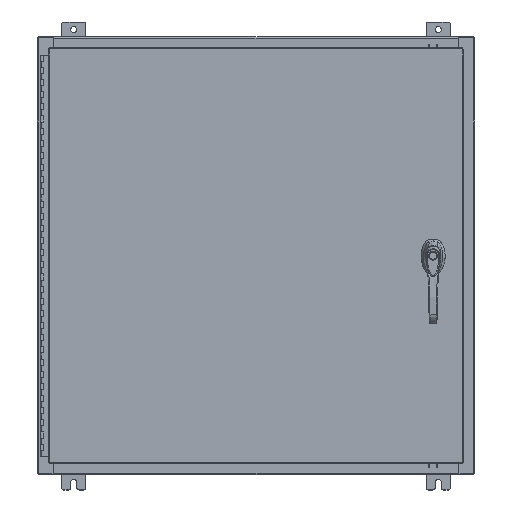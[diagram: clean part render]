
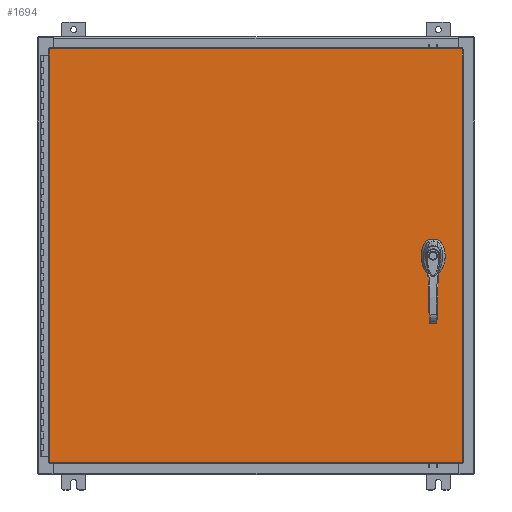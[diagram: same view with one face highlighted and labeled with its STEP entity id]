
A CAD part, top view. The second image highlights one B-rep face of the part: STEP entity #1694.
In plain terms, the highlighted planar face has unit normal (0, 0, 1).
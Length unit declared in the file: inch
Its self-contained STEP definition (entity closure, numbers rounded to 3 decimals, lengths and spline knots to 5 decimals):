
#543 = DIRECTION ( 'NONE',  ( 1., 0., 0. ) ) ;
#1694 = ADVANCED_FACE ( 'NONE', ( #101904, #76152, #124553 ), #43087, .F. ) ;
#4735 = EDGE_CURVE ( 'NONE', #49564, #102616, #81729, .T. ) ;
#8977 = CIRCLE ( 'NONE', #82435, 0.45 ) ;
#9372 = VECTOR ( 'NONE', #96485, 39.37008 ) ;
#11515 = ORIENTED_EDGE ( 'NONE', *, *, #85391, .F. ) ;
#16003 = CARTESIAN_POINT ( 'NONE',  ( 14.578, 0., 0. ) ) ;
#17290 = DIRECTION ( 'NONE',  ( 0., 0., 1. ) ) ;
#17549 = CIRCLE ( 'NONE', #78141, 0.1715 ) ;
#17653 = LINE ( 'NONE', #98103, #94775 ) ;
#18156 = CARTESIAN_POINT ( 'NONE',  ( 14.37777, 0.403, 0. ) ) ;
#18852 = ORIENTED_EDGE ( 'NONE', *, *, #104993, .F. ) ;
#20937 = CARTESIAN_POINT ( 'NONE',  ( -16.9903, -17.0063, 0. ) ) ;
#22112 = CARTESIAN_POINT ( 'NONE',  ( 0., 0.403, 0. ) ) ;
#22123 = VECTOR ( 'NONE', #67741, 39.37008 ) ;
#22377 = EDGE_LOOP ( 'NONE', ( #47141, #115683, #76173, #59095 ) ) ;
#22681 = CIRCLE ( 'NONE', #78421, 0.45 ) ;
#23058 = CARTESIAN_POINT ( 'NONE',  ( 14.981, -0.20023, 0. ) ) ;
#23802 = CARTESIAN_POINT ( 'NONE',  ( 16.9903, -17.0063, 0. ) ) ;
#24810 = VERTEX_POINT ( 'NONE', #32845 ) ;
#24838 = VERTEX_POINT ( 'NONE', #80944 ) ;
#25738 = DIRECTION ( 'NONE',  ( 1., 0., 0. ) ) ;
#26029 = VERTEX_POINT ( 'NONE', #18156 ) ;
#26818 = EDGE_LOOP ( 'NONE', ( #111884, #30622, #44583, #113852, #18852, #116754, #101312, #67544 ) ) ;
#29510 = CARTESIAN_POINT ( 'NONE',  ( 14.77823, 0.403, 0. ) ) ;
#30322 = AXIS2_PLACEMENT_3D ( 'NONE', #76888, #106077, #64172 ) ;
#30512 = DIRECTION ( 'NONE',  ( -1., 0., 0. ) ) ;
#30622 = ORIENTED_EDGE ( 'NONE', *, *, #107781, .F. ) ;
#31152 = CARTESIAN_POINT ( 'NONE',  ( 14.175, 0.20023, 0. ) ) ;
#31377 = DIRECTION ( 'NONE',  ( 0., 0., 1. ) ) ;
#32845 = CARTESIAN_POINT ( 'NONE',  ( -16.9903, 17.0063, 0. ) ) ;
#33399 = VECTOR ( 'NONE', #122641, 39.37008 ) ;
#33688 = DIRECTION ( 'NONE',  ( 0., 0., 1. ) ) ;
#35145 = LINE ( 'NONE', #94365, #9372 ) ;
#36509 = CARTESIAN_POINT ( 'NONE',  ( 16.9903, 17.0063, 0. ) ) ;
#39453 = CIRCLE ( 'NONE', #40060, 0.1715 ) ;
#39634 = DIRECTION ( 'NONE',  ( 1., 0., 0. ) ) ;
#39961 = EDGE_CURVE ( 'NONE', #57788, #26029, #69396, .T. ) ;
#40060 = AXIS2_PLACEMENT_3D ( 'NONE', #100422, #42514, #110153 ) ;
#40372 = DIRECTION ( 'NONE',  ( 0., 1., 0. ) ) ;
#41563 = EDGE_CURVE ( 'NONE', #24810, #64528, #47752, .T. ) ;
#42514 = DIRECTION ( 'NONE',  ( 0., 0., 1. ) ) ;
#43087 = PLANE ( 'NONE',  #30322 ) ;
#43695 = VECTOR ( 'NONE', #62202, 39.37008 ) ;
#43725 = DIRECTION ( 'NONE',  ( 0., 0., 1. ) ) ;
#44583 = ORIENTED_EDGE ( 'NONE', *, *, #45007, .F. ) ;
#45007 = EDGE_CURVE ( 'NONE', #98101, #85378, #80478, .T. ) ;
#46525 = CARTESIAN_POINT ( 'NONE',  ( 14.7495, -1.338, 0. ) ) ;
#47141 = ORIENTED_EDGE ( 'NONE', *, *, #105074, .T. ) ;
#47752 = LINE ( 'NONE', #96470, #22123 ) ;
#48443 = EDGE_CURVE ( 'NONE', #49564, #57788, #8977, .T. ) ;
#49564 = VERTEX_POINT ( 'NONE', #95712 ) ;
#52691 = CIRCLE ( 'NONE', #121223, 0.45 ) ;
#54999 = CIRCLE ( 'NONE', #124177, 0.45 ) ;
#57065 = ORIENTED_EDGE ( 'NONE', *, *, #73036, .F. ) ;
#57250 = EDGE_CURVE ( 'NONE', #89845, #24810, #17653, .T. ) ;
#57788 = VERTEX_POINT ( 'NONE', #29510 ) ;
#59095 = ORIENTED_EDGE ( 'NONE', *, *, #41563, .T. ) ;
#62202 = DIRECTION ( 'NONE',  ( -1., 0., 0. ) ) ;
#63071 = CARTESIAN_POINT ( 'NONE',  ( 14.37777, -0.403, 0. ) ) ;
#64172 = DIRECTION ( 'NONE',  ( -1., 0., 0. ) ) ;
#64528 = VERTEX_POINT ( 'NONE', #20937 ) ;
#67544 = ORIENTED_EDGE ( 'NONE', *, *, #48443, .F. ) ;
#67741 = DIRECTION ( 'NONE',  ( 0., -1., 0. ) ) ;
#67758 = CARTESIAN_POINT ( 'NONE',  ( -16.9903, -17.0063, 0. ) ) ;
#68406 = CARTESIAN_POINT ( 'NONE',  ( 0., -0.403, 0. ) ) ;
#69396 = LINE ( 'NONE', #22112, #43695 ) ;
#71848 = VECTOR ( 'NONE', #40372, 39.37008 ) ;
#73036 = EDGE_CURVE ( 'NONE', #95365, #24838, #17549, .T. ) ;
#75152 = CARTESIAN_POINT ( 'NONE',  ( 14.578, 0., 0. ) ) ;
#76152 = FACE_OUTER_BOUND ( 'NONE', #22377, .T. ) ;
#76173 = ORIENTED_EDGE ( 'NONE', *, *, #57250, .T. ) ;
#76888 = CARTESIAN_POINT ( 'NONE',  ( 0., 0., 0. ) ) ;
#77468 = VECTOR ( 'NONE', #39634, 39.37008 ) ;
#77899 = CARTESIAN_POINT ( 'NONE',  ( 14.175, -0.20023, 0. ) ) ;
#78141 = AXIS2_PLACEMENT_3D ( 'NONE', #91582, #33688, #101285 ) ;
#78421 = AXIS2_PLACEMENT_3D ( 'NONE', #16003, #83558, #25738 ) ;
#78804 = CARTESIAN_POINT ( 'NONE',  ( 16.9903, -17.0063, 0. ) ) ;
#80399 = VECTOR ( 'NONE', #543, 39.37008 ) ;
#80478 = LINE ( 'NONE', #68406, #77468 ) ;
#80944 = CARTESIAN_POINT ( 'NONE',  ( 14.4065, -1.338, 0. ) ) ;
#81125 = EDGE_CURVE ( 'NONE', #121928, #89845, #97531, .T. ) ;
#81729 = LINE ( 'NONE', #122787, #33399 ) ;
#82435 = AXIS2_PLACEMENT_3D ( 'NONE', #75152, #17290, #84857 ) ;
#83558 = DIRECTION ( 'NONE',  ( 0., 0., 1. ) ) ;
#84857 = DIRECTION ( 'NONE',  ( 1., 0., 0. ) ) ;
#85378 = VERTEX_POINT ( 'NONE', #119458 ) ;
#85391 = EDGE_CURVE ( 'NONE', #24838, #95365, #39453, .T. ) ;
#86822 = EDGE_LOOP ( 'NONE', ( #57065, #11515 ) ) ;
#87558 = EDGE_CURVE ( 'NONE', #26029, #121296, #52691, .T. ) ;
#89256 = CARTESIAN_POINT ( 'NONE',  ( 14.578, 0., 0. ) ) ;
#89845 = VERTEX_POINT ( 'NONE', #36509 ) ;
#91582 = CARTESIAN_POINT ( 'NONE',  ( 14.578, -1.338, 0. ) ) ;
#94365 = CARTESIAN_POINT ( 'NONE',  ( 14.175, 0., 0. ) ) ;
#94775 = VECTOR ( 'NONE', #30512, 39.37008 ) ;
#95365 = VERTEX_POINT ( 'NONE', #46525 ) ;
#95712 = CARTESIAN_POINT ( 'NONE',  ( 14.981, 0.20023, 0. ) ) ;
#96470 = CARTESIAN_POINT ( 'NONE',  ( -16.9903, 17.0063, 0. ) ) ;
#96485 = DIRECTION ( 'NONE',  ( 0., -1., 0. ) ) ;
#97531 = LINE ( 'NONE', #78804, #71848 ) ;
#98101 = VERTEX_POINT ( 'NONE', #63071 ) ;
#98103 = CARTESIAN_POINT ( 'NONE',  ( 16.9903, 17.0063, 0. ) ) ;
#98956 = DIRECTION ( 'NONE',  ( 1., 0., 0. ) ) ;
#100422 = CARTESIAN_POINT ( 'NONE',  ( 14.578, -1.338, 0. ) ) ;
#101285 = DIRECTION ( 'NONE',  ( 1., 0., 0. ) ) ;
#101312 = ORIENTED_EDGE ( 'NONE', *, *, #39961, .F. ) ;
#101635 = CARTESIAN_POINT ( 'NONE',  ( 14.578, 0., 0. ) ) ;
#101904 = FACE_BOUND ( 'NONE', #86822, .T. ) ;
#102616 = VERTEX_POINT ( 'NONE', #23058 ) ;
#104993 = EDGE_CURVE ( 'NONE', #121296, #115853, #35145, .T. ) ;
#105074 = EDGE_CURVE ( 'NONE', #64528, #121928, #109219, .T. ) ;
#106077 = DIRECTION ( 'NONE',  ( 0., 0., -1. ) ) ;
#107781 = EDGE_CURVE ( 'NONE', #85378, #102616, #22681, .T. ) ;
#109219 = LINE ( 'NONE', #67758, #80399 ) ;
#110153 = DIRECTION ( 'NONE',  ( 1., 0., 0. ) ) ;
#111363 = DIRECTION ( 'NONE',  ( 1., 0., 0. ) ) ;
#111884 = ORIENTED_EDGE ( 'NONE', *, *, #4735, .T. ) ;
#113852 = ORIENTED_EDGE ( 'NONE', *, *, #114246, .F. ) ;
#114246 = EDGE_CURVE ( 'NONE', #115853, #98101, #54999, .T. ) ;
#115683 = ORIENTED_EDGE ( 'NONE', *, *, #81125, .T. ) ;
#115853 = VERTEX_POINT ( 'NONE', #77899 ) ;
#116754 = ORIENTED_EDGE ( 'NONE', *, *, #87558, .F. ) ;
#119458 = CARTESIAN_POINT ( 'NONE',  ( 14.77823, -0.403, 0. ) ) ;
#121223 = AXIS2_PLACEMENT_3D ( 'NONE', #89256, #31377, #98956 ) ;
#121296 = VERTEX_POINT ( 'NONE', #31152 ) ;
#121928 = VERTEX_POINT ( 'NONE', #23802 ) ;
#122641 = DIRECTION ( 'NONE',  ( 0., -1., 0. ) ) ;
#122787 = CARTESIAN_POINT ( 'NONE',  ( 14.981, 0., 0. ) ) ;
#124177 = AXIS2_PLACEMENT_3D ( 'NONE', #101635, #43725, #111363 ) ;
#124553 = FACE_BOUND ( 'NONE', #26818, .T. ) ;
